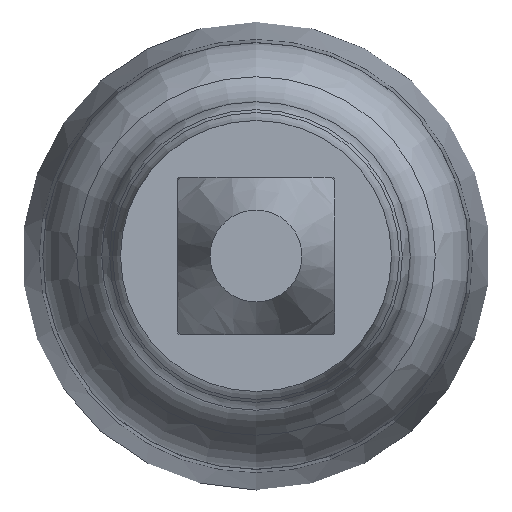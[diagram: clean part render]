
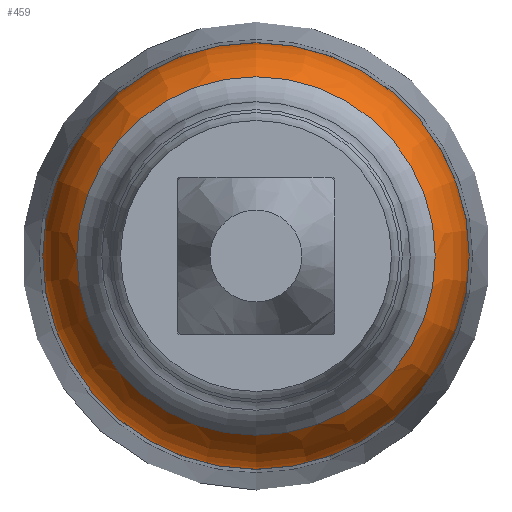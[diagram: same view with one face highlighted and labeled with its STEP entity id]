
A CAD part, left-side view. The second image highlights one B-rep face of the part: STEP entity #459.
In plain terms, the highlighted toroidal (fillet/blend) face has major radius 0.343 mm and minor radius 0.483 mm.
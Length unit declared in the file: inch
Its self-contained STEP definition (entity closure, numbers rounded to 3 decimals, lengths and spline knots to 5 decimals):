
#10 = EDGE_LOOP ( 'NONE', ( #352 ) ) ;
#22 = DIRECTION ( 'NONE',  ( -1., 0., 0. ) ) ;
#56 = EDGE_CURVE ( 'NONE', #405, #405, #285, .T. ) ;
#82 = CARTESIAN_POINT ( 'NONE',  ( 0.10161, 0., 0. ) ) ;
#89 = DIRECTION ( 'NONE',  ( 0., 0., 1. ) ) ;
#220 = AXIS2_PLACEMENT_3D ( 'NONE', #82, #252, #820 ) ;
#252 = DIRECTION ( 'NONE',  ( -1., 0., 0. ) ) ;
#270 = DIRECTION ( 'NONE',  ( -1., 0., 0. ) ) ;
#285 = CIRCLE ( 'NONE', #220, 0.02732 ) ;
#352 = ORIENTED_EDGE ( 'NONE', *, *, #56, .F. ) ;
#364 = AXIS2_PLACEMENT_3D ( 'NONE', #639, #22, #1122 ) ;
#403 = AXIS2_PLACEMENT_3D ( 'NONE', #833, #270, #89 ) ;
#405 = VERTEX_POINT ( 'NONE', #858 ) ;
#459 = ADVANCED_FACE ( 'NONE', ( #1112, #643 ), #720, .T. ) ;
#547 = ORIENTED_EDGE ( 'NONE', *, *, #849, .T. ) ;
#639 = CARTESIAN_POINT ( 'NONE',  ( 0.11465, 0., 0. ) ) ;
#643 = FACE_OUTER_BOUND ( 'NONE', #699, .T. ) ;
#699 = EDGE_LOOP ( 'NONE', ( #547 ) ) ;
#720 = TOROIDAL_SURFACE ( 'NONE', #364, 0.0135, 0.019 ) ;
#820 = DIRECTION ( 'NONE',  ( 0., 0., 1. ) ) ;
#833 = CARTESIAN_POINT ( 'NONE',  ( 0.11464, 0., 0. ) ) ;
#849 = EDGE_CURVE ( 'NONE', #867, #867, #1175, .T. ) ;
#858 = CARTESIAN_POINT ( 'NONE',  ( 0.10161, 0., 0.02732 ) ) ;
#867 = VERTEX_POINT ( 'NONE', #1053 ) ;
#1053 = CARTESIAN_POINT ( 'NONE',  ( 0.11464, 0., 0.0325 ) ) ;
#1112 = FACE_OUTER_BOUND ( 'NONE', #10, .T. ) ;
#1122 = DIRECTION ( 'NONE',  ( 0., 0., 1. ) ) ;
#1175 = CIRCLE ( 'NONE', #403, 0.0325 ) ;
